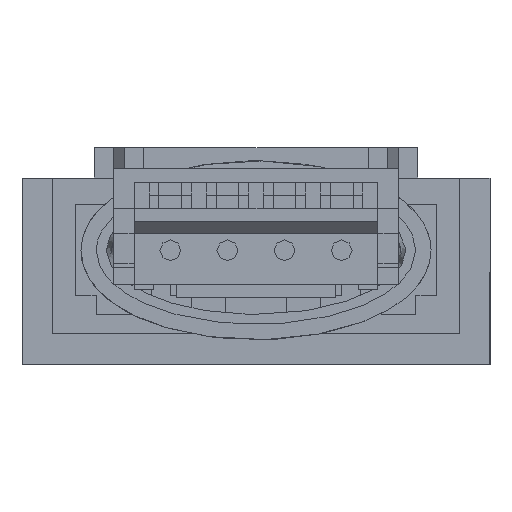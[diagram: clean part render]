
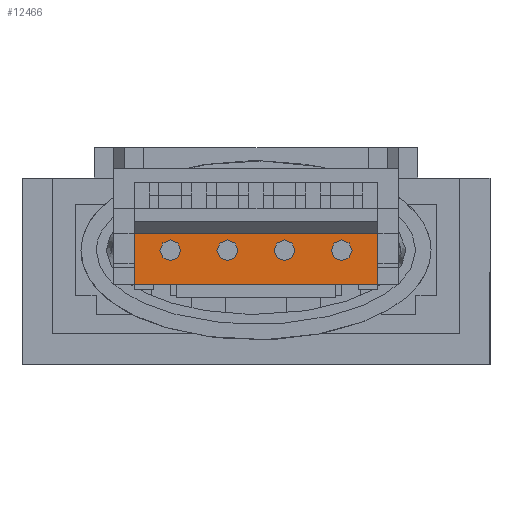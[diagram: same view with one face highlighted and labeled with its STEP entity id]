
A CAD part, front view. The second image highlights one B-rep face of the part: STEP entity #12466.
In plain terms, the highlighted face is planar.
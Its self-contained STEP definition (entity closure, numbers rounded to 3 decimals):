
#63 = AXIS2_PLACEMENT_3D ( 'NONE', #5724, #12528, #6697 ) ;
#151 = CIRCLE ( 'NONE', #1170, 0.275 ) ;
#164 = AXIS2_PLACEMENT_3D ( 'NONE', #2190, #8987, #3176 ) ;
#187 = EDGE_CURVE ( 'NONE', #966, #3512, #9165, .T. ) ;
#206 = ORIENTED_EDGE ( 'NONE', *, *, #2244, .F. ) ;
#218 = EDGE_CURVE ( 'NONE', #6018, #7788, #151, .T. ) ;
#273 = ORIENTED_EDGE ( 'NONE', *, *, #8734, .F. ) ;
#285 = VECTOR ( 'NONE', #7276, 1000. ) ;
#323 = AXIS2_PLACEMENT_3D ( 'NONE', #12112, #6280, #427 ) ;
#360 = EDGE_CURVE ( 'NONE', #3512, #4128, #4299, .T. ) ;
#427 = DIRECTION ( 'NONE',  ( 0., -1., 0. ) ) ;
#468 = CARTESIAN_POINT ( 'NONE',  ( -3.75, 0.9, 0.9 ) ) ;
#765 = CARTESIAN_POINT ( 'NONE',  ( 2.25, 0.275, 0.9 ) ) ;
#966 = VERTEX_POINT ( 'NONE', #10199 ) ;
#985 = AXIS2_PLACEMENT_3D ( 'NONE', #8508, #2704, #9481 ) ;
#993 = VERTEX_POINT ( 'NONE', #1507 ) ;
#1077 = CARTESIAN_POINT ( 'NONE',  ( -0.75, -0.275, 0.9 ) ) ;
#1170 = AXIS2_PLACEMENT_3D ( 'NONE', #1883, #9741, #2815 ) ;
#1397 = EDGE_CURVE ( 'NONE', #8594, #9070, #7958, .T. ) ;
#1507 = CARTESIAN_POINT ( 'NONE',  ( 0.75, -0.275, 0.9 ) ) ;
#1524 = CARTESIAN_POINT ( 'NONE',  ( -2.25, 0.275, 0.9 ) ) ;
#1713 = VECTOR ( 'NONE', #6139, 1000. ) ;
#1754 = CARTESIAN_POINT ( 'NONE',  ( 0.75, 0.275, 0.9 ) ) ;
#1883 = CARTESIAN_POINT ( 'NONE',  ( -0.75, 0., 0.9 ) ) ;
#2190 = CARTESIAN_POINT ( 'NONE',  ( 2.25, 0., 0.9 ) ) ;
#2244 = EDGE_CURVE ( 'NONE', #11168, #5661, #2342, .T. ) ;
#2342 = CIRCLE ( 'NONE', #164, 0.275 ) ;
#2452 = CARTESIAN_POINT ( 'NONE',  ( -0.75, 0., 0.9 ) ) ;
#2546 = ORIENTED_EDGE ( 'NONE', *, *, #6676, .F. ) ;
#2653 = FACE_BOUND ( 'NONE', #6349, .T. ) ;
#2704 = DIRECTION ( 'NONE',  ( 0., 0., 1. ) ) ;
#2711 = CARTESIAN_POINT ( 'NONE',  ( -0.75, 0.275, 0.9 ) ) ;
#2815 = DIRECTION ( 'NONE',  ( 0., -1., 0. ) ) ;
#2840 = AXIS2_PLACEMENT_3D ( 'NONE', #4971, #11791, #5942 ) ;
#3176 = DIRECTION ( 'NONE',  ( 0., -1., 0. ) ) ;
#3379 = EDGE_CURVE ( 'NONE', #993, #3857, #6347, .T. ) ;
#3443 = DIRECTION ( 'NONE',  ( 0., -1., 0. ) ) ;
#3494 = EDGE_CURVE ( 'NONE', #4354, #4128, #8313, .T. ) ;
#3512 = VERTEX_POINT ( 'NONE', #9258 ) ;
#3540 = CIRCLE ( 'NONE', #5091, 0.275 ) ;
#3634 = CARTESIAN_POINT ( 'NONE',  ( -3.2, 0.9, 0.9 ) ) ;
#3710 = DIRECTION ( 'NONE',  ( 0., -1., 0. ) ) ;
#3857 = VERTEX_POINT ( 'NONE', #1754 ) ;
#4128 = VERTEX_POINT ( 'NONE', #7289 ) ;
#4299 = LINE ( 'NONE', #3634, #1713 ) ;
#4337 = DIRECTION ( 'NONE',  ( -1., 0., 0. ) ) ;
#4354 = VERTEX_POINT ( 'NONE', #11861 ) ;
#4437 = EDGE_CURVE ( 'NONE', #9070, #8594, #3540, .T. ) ;
#4615 = EDGE_LOOP ( 'NONE', ( #7780, #11620, #8003, #11507 ) ) ;
#4655 = ORIENTED_EDGE ( 'NONE', *, *, #1397, .F. ) ;
#4917 = CARTESIAN_POINT ( 'NONE',  ( -2.25, 0., 0.9 ) ) ;
#4918 = FACE_BOUND ( 'NONE', #6788, .T. ) ;
#4971 = CARTESIAN_POINT ( 'NONE',  ( -3.75, 0.9, 0.9 ) ) ;
#5091 = AXIS2_PLACEMENT_3D ( 'NONE', #4917, #11738, #5888 ) ;
#5220 = FACE_BOUND ( 'NONE', #9347, .T. ) ;
#5262 = ORIENTED_EDGE ( 'NONE', *, *, #10832, .F. ) ;
#5661 = VERTEX_POINT ( 'NONE', #765 ) ;
#5724 = CARTESIAN_POINT ( 'NONE',  ( 2.25, 0., 0.9 ) ) ;
#5874 = CIRCLE ( 'NONE', #8023, 0.275 ) ;
#5888 = DIRECTION ( 'NONE',  ( 0., -1., 0. ) ) ;
#5942 = DIRECTION ( 'NONE',  ( 0., 1., 0. ) ) ;
#6018 = VERTEX_POINT ( 'NONE', #1077 ) ;
#6139 = DIRECTION ( 'NONE',  ( 0., 1., 0. ) ) ;
#6157 = DIRECTION ( 'NONE',  ( 0., -1., 0. ) ) ;
#6280 = DIRECTION ( 'NONE',  ( 0., 0., 1. ) ) ;
#6347 = CIRCLE ( 'NONE', #323, 0.275 ) ;
#6349 = EDGE_LOOP ( 'NONE', ( #206, #273 ) ) ;
#6475 = ORIENTED_EDGE ( 'NONE', *, *, #4437, .F. ) ;
#6487 = CIRCLE ( 'NONE', #985, 0.275 ) ;
#6676 = EDGE_CURVE ( 'NONE', #7788, #6018, #5874, .T. ) ;
#6697 = DIRECTION ( 'NONE',  ( 0., -1., 0. ) ) ;
#6788 = EDGE_LOOP ( 'NONE', ( #4655, #6475 ) ) ;
#6866 = PLANE ( 'NONE',  #2840 ) ;
#6999 = ORIENTED_EDGE ( 'NONE', *, *, #218, .F. ) ;
#7193 = CARTESIAN_POINT ( 'NONE',  ( -3.75, -0.45, 0.9 ) ) ;
#7276 = DIRECTION ( 'NONE',  ( -1., 0., 0. ) ) ;
#7289 = CARTESIAN_POINT ( 'NONE',  ( -3.2, 0.9, 0.9 ) ) ;
#7338 = LINE ( 'NONE', #8515, #12235 ) ;
#7489 = FACE_BOUND ( 'NONE', #7959, .T. ) ;
#7691 = CARTESIAN_POINT ( 'NONE',  ( -2.25, -0.275, 0.9 ) ) ;
#7780 = ORIENTED_EDGE ( 'NONE', *, *, #3494, .T. ) ;
#7788 = VERTEX_POINT ( 'NONE', #2711 ) ;
#7793 = EDGE_CURVE ( 'NONE', #4354, #966, #7338, .T. ) ;
#7958 = CIRCLE ( 'NONE', #9599, 0.275 ) ;
#7959 = EDGE_LOOP ( 'NONE', ( #12545, #5262 ) ) ;
#8003 = ORIENTED_EDGE ( 'NONE', *, *, #187, .F. ) ;
#8023 = AXIS2_PLACEMENT_3D ( 'NONE', #2452, #9244, #3443 ) ;
#8313 = LINE ( 'NONE', #468, #285 ) ;
#8508 = CARTESIAN_POINT ( 'NONE',  ( 0.75, 0., 0.9 ) ) ;
#8515 = CARTESIAN_POINT ( 'NONE',  ( 3.2, 0.9, 0.9 ) ) ;
#8594 = VERTEX_POINT ( 'NONE', #7691 ) ;
#8734 = EDGE_CURVE ( 'NONE', #5661, #11168, #10531, .T. ) ;
#8987 = DIRECTION ( 'NONE',  ( 0., 0., 1. ) ) ;
#9070 = VERTEX_POINT ( 'NONE', #1524 ) ;
#9165 = LINE ( 'NONE', #7193, #11760 ) ;
#9244 = DIRECTION ( 'NONE',  ( 0., 0., 1. ) ) ;
#9258 = CARTESIAN_POINT ( 'NONE',  ( -3.2, -0.45, 0.9 ) ) ;
#9347 = EDGE_LOOP ( 'NONE', ( #6999, #2546 ) ) ;
#9481 = DIRECTION ( 'NONE',  ( 0., -1., 0. ) ) ;
#9599 = AXIS2_PLACEMENT_3D ( 'NONE', #11967, #11019, #6157 ) ;
#9741 = DIRECTION ( 'NONE',  ( 0., 0., 1. ) ) ;
#10199 = CARTESIAN_POINT ( 'NONE',  ( 3.2, -0.45, 0.9 ) ) ;
#10392 = FACE_OUTER_BOUND ( 'NONE', #4615, .T. ) ;
#10531 = CIRCLE ( 'NONE', #63, 0.275 ) ;
#10832 = EDGE_CURVE ( 'NONE', #3857, #993, #6487, .T. ) ;
#10967 = CARTESIAN_POINT ( 'NONE',  ( 2.25, -0.275, 0.9 ) ) ;
#11019 = DIRECTION ( 'NONE',  ( 0., 0., 1. ) ) ;
#11168 = VERTEX_POINT ( 'NONE', #10967 ) ;
#11507 = ORIENTED_EDGE ( 'NONE', *, *, #7793, .F. ) ;
#11620 = ORIENTED_EDGE ( 'NONE', *, *, #360, .F. ) ;
#11738 = DIRECTION ( 'NONE',  ( 0., 0., 1. ) ) ;
#11760 = VECTOR ( 'NONE', #4337, 1000. ) ;
#11791 = DIRECTION ( 'NONE',  ( 0., 0., -1. ) ) ;
#11861 = CARTESIAN_POINT ( 'NONE',  ( 3.2, 0.9, 0.9 ) ) ;
#11967 = CARTESIAN_POINT ( 'NONE',  ( -2.25, 0., 0.9 ) ) ;
#12112 = CARTESIAN_POINT ( 'NONE',  ( 0.75, 0., 0.9 ) ) ;
#12235 = VECTOR ( 'NONE', #3710, 1000. ) ;
#12466 = ADVANCED_FACE ( 'NONE', ( #10392, #2653, #7489, #5220, #4918 ), #6866, .F. ) ;
#12528 = DIRECTION ( 'NONE',  ( 0., 0., 1. ) ) ;
#12545 = ORIENTED_EDGE ( 'NONE', *, *, #3379, .F. ) ;
